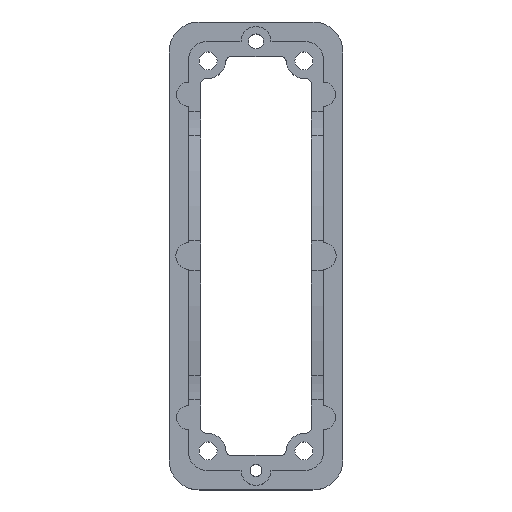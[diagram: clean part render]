
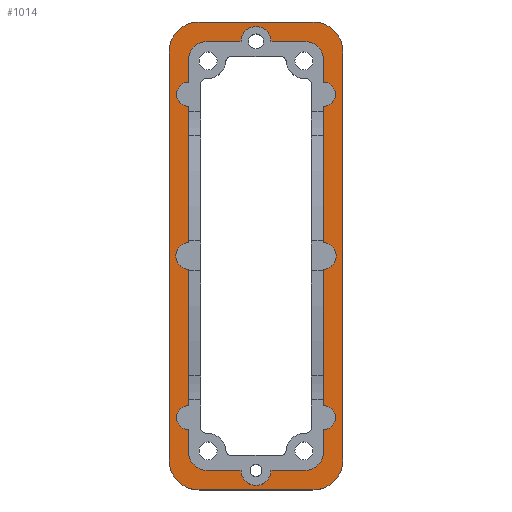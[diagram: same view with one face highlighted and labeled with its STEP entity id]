
A CAD part, top view. The second image highlights one B-rep face of the part: STEP entity #1014.
In plain terms, the highlighted planar face has unit normal (0, 0, 1).
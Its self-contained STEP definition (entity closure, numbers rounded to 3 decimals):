
#491=AXIS2_PLACEMENT_3D('Circle Axis2P3D',#489,#490,$) ;
#534=AXIS2_PLACEMENT_3D('Circle Axis2P3D',#532,#533,$) ;
#582=AXIS2_PLACEMENT_3D('Circle Axis2P3D',#580,#581,$) ;
#625=AXIS2_PLACEMENT_3D('Circle Axis2P3D',#623,#624,$) ;
#673=AXIS2_PLACEMENT_3D('Circle Axis2P3D',#671,#672,$) ;
#831=AXIS2_PLACEMENT_3D('Plane Axis2P3D',#828,#829,#830) ;
#844=AXIS2_PLACEMENT_3D('Circle Axis2P3D',#842,#843,$) ;
#858=AXIS2_PLACEMENT_3D('Circle Axis2P3D',#856,#857,$) ;
#872=AXIS2_PLACEMENT_3D('Circle Axis2P3D',#870,#871,$) ;
#886=AXIS2_PLACEMENT_3D('Circle Axis2P3D',#884,#885,$) ;
#901=AXIS2_PLACEMENT_3D('Circle Axis2P3D',#899,#900,$) ;
#908=AXIS2_PLACEMENT_3D('Circle Axis2P3D',#906,#907,$) ;
#922=AXIS2_PLACEMENT_3D('Circle Axis2P3D',#920,#921,$) ;
#936=AXIS2_PLACEMENT_3D('Circle Axis2P3D',#934,#935,$) ;
#950=AXIS2_PLACEMENT_3D('Circle Axis2P3D',#948,#949,$) ;
#964=AXIS2_PLACEMENT_3D('Circle Axis2P3D',#962,#963,$) ;
#978=AXIS2_PLACEMENT_3D('Circle Axis2P3D',#976,#977,$) ;
#445=CARTESIAN_POINT('Vertex',(51.5,82.49,4.3)) ;
#450=CARTESIAN_POINT('Line Origine',(51.5,105.195,4.3)) ;
#454=CARTESIAN_POINT('Vertex',(51.5,127.9,4.3)) ;
#489=CARTESIAN_POINT('Axis2P3D Location',(51.5,131.9,4.3)) ;
#493=CARTESIAN_POINT('Vertex',(51.5,135.9,4.3)) ;
#508=CARTESIAN_POINT('Line Origine',(51.5,139.6,4.3)) ;
#512=CARTESIAN_POINT('Vertex',(51.5,143.3,4.3)) ;
#532=CARTESIAN_POINT('Axis2P3D Location',(45.3,143.3,4.3)) ;
#536=CARTESIAN_POINT('Vertex',(45.3,149.5,4.3)) ;
#556=CARTESIAN_POINT('Line Origine',(39.65,149.5,4.3)) ;
#560=CARTESIAN_POINT('Vertex',(34.,149.5,4.3)) ;
#580=CARTESIAN_POINT('Axis2P3D Location',(29.,149.5,4.3)) ;
#584=CARTESIAN_POINT('Vertex',(24.,149.5,4.3)) ;
#599=CARTESIAN_POINT('Line Origine',(18.35,149.5,4.3)) ;
#603=CARTESIAN_POINT('Vertex',(12.7,149.5,4.3)) ;
#623=CARTESIAN_POINT('Axis2P3D Location',(12.7,143.3,4.3)) ;
#627=CARTESIAN_POINT('Vertex',(6.5,143.3,4.3)) ;
#647=CARTESIAN_POINT('Line Origine',(6.5,139.6,4.3)) ;
#651=CARTESIAN_POINT('Vertex',(6.5,135.9,4.3)) ;
#671=CARTESIAN_POINT('Axis2P3D Location',(6.5,131.9,4.3)) ;
#675=CARTESIAN_POINT('Vertex',(6.5,127.9,4.3)) ;
#711=CARTESIAN_POINT('Line Origine',(6.5,105.195,4.3)) ;
#715=CARTESIAN_POINT('Vertex',(6.5,82.49,4.3)) ;
#828=CARTESIAN_POINT('Axis2P3D Location',(29.,78.,4.3)) ;
#833=CARTESIAN_POINT('Line Origine',(58.,78.,4.3)) ;
#837=CARTESIAN_POINT('Vertex',(58.,10.,4.3)) ;
#839=CARTESIAN_POINT('Vertex',(58.,146.,4.3)) ;
#842=CARTESIAN_POINT('Axis2P3D Location',(48.,146.,4.3)) ;
#846=CARTESIAN_POINT('Vertex',(48.,156.,4.3)) ;
#849=CARTESIAN_POINT('Line Origine',(29.,156.,4.3)) ;
#853=CARTESIAN_POINT('Vertex',(10.,156.,4.3)) ;
#856=CARTESIAN_POINT('Axis2P3D Location',(10.,146.,4.3)) ;
#860=CARTESIAN_POINT('Vertex',(0.,146.,4.3)) ;
#863=CARTESIAN_POINT('Line Origine',(0.,78.,4.3)) ;
#867=CARTESIAN_POINT('Vertex',(0.,10.,4.3)) ;
#870=CARTESIAN_POINT('Axis2P3D Location',(10.,10.,4.3)) ;
#874=CARTESIAN_POINT('Vertex',(10.,0.,4.3)) ;
#877=CARTESIAN_POINT('Line Origine',(29.,0.,4.3)) ;
#881=CARTESIAN_POINT('Vertex',(48.,0.,4.3)) ;
#884=CARTESIAN_POINT('Axis2P3D Location',(48.,10.,4.3)) ;
#899=CARTESIAN_POINT('Axis2P3D Location',(6.8,78.,4.3)) ;
#903=CARTESIAN_POINT('Vertex',(6.5,73.51,4.3)) ;
#906=CARTESIAN_POINT('Axis2P3D Location',(51.2,78.,4.3)) ;
#910=CARTESIAN_POINT('Vertex',(51.5,73.51,4.3)) ;
#913=CARTESIAN_POINT('Line Origine',(51.5,50.805,4.3)) ;
#917=CARTESIAN_POINT('Vertex',(51.5,28.1,4.3)) ;
#920=CARTESIAN_POINT('Axis2P3D Location',(51.5,24.1,4.3)) ;
#924=CARTESIAN_POINT('Vertex',(51.5,20.1,4.3)) ;
#927=CARTESIAN_POINT('Line Origine',(51.5,16.4,4.3)) ;
#931=CARTESIAN_POINT('Vertex',(51.5,12.7,4.3)) ;
#934=CARTESIAN_POINT('Axis2P3D Location',(45.3,12.7,4.3)) ;
#938=CARTESIAN_POINT('Vertex',(45.3,6.5,4.3)) ;
#941=CARTESIAN_POINT('Line Origine',(39.65,6.5,4.3)) ;
#945=CARTESIAN_POINT('Vertex',(34.,6.5,4.3)) ;
#948=CARTESIAN_POINT('Axis2P3D Location',(29.,6.5,4.3)) ;
#952=CARTESIAN_POINT('Vertex',(24.,6.5,4.3)) ;
#955=CARTESIAN_POINT('Line Origine',(18.35,6.5,4.3)) ;
#959=CARTESIAN_POINT('Vertex',(12.7,6.5,4.3)) ;
#962=CARTESIAN_POINT('Axis2P3D Location',(12.7,12.7,4.3)) ;
#966=CARTESIAN_POINT('Vertex',(6.5,12.7,4.3)) ;
#969=CARTESIAN_POINT('Line Origine',(6.5,16.4,4.3)) ;
#973=CARTESIAN_POINT('Vertex',(6.5,20.1,4.3)) ;
#976=CARTESIAN_POINT('Axis2P3D Location',(6.5,24.1,4.3)) ;
#980=CARTESIAN_POINT('Vertex',(6.5,28.1,4.3)) ;
#983=CARTESIAN_POINT('Line Origine',(6.5,50.805,4.3)) ;
#451=DIRECTION('Vector Direction',(0.,-1.,0.)) ;
#490=DIRECTION('Axis2P3D Direction',(-0.,0.,1.)) ;
#509=DIRECTION('Vector Direction',(0.,-1.,0.)) ;
#533=DIRECTION('Axis2P3D Direction',(-0.,0.,1.)) ;
#557=DIRECTION('Vector Direction',(1.,0.,0.)) ;
#581=DIRECTION('Axis2P3D Direction',(-0.,0.,1.)) ;
#600=DIRECTION('Vector Direction',(1.,0.,0.)) ;
#624=DIRECTION('Axis2P3D Direction',(-0.,0.,1.)) ;
#648=DIRECTION('Vector Direction',(0.,-1.,0.)) ;
#672=DIRECTION('Axis2P3D Direction',(-0.,0.,1.)) ;
#712=DIRECTION('Vector Direction',(0.,-1.,0.)) ;
#829=DIRECTION('Axis2P3D Direction',(-0.,0.,1.)) ;
#830=DIRECTION('Axis2P3D XDirection',(0.,-1.,0.)) ;
#834=DIRECTION('Vector Direction',(0.,-1.,0.)) ;
#843=DIRECTION('Axis2P3D Direction',(-0.,0.,1.)) ;
#850=DIRECTION('Vector Direction',(-1.,0.,0.)) ;
#857=DIRECTION('Axis2P3D Direction',(-0.,0.,1.)) ;
#864=DIRECTION('Vector Direction',(0.,1.,0.)) ;
#871=DIRECTION('Axis2P3D Direction',(-0.,0.,1.)) ;
#878=DIRECTION('Vector Direction',(1.,0.,0.)) ;
#885=DIRECTION('Axis2P3D Direction',(-0.,0.,1.)) ;
#900=DIRECTION('Axis2P3D Direction',(-0.,0.,1.)) ;
#907=DIRECTION('Axis2P3D Direction',(-0.,0.,1.)) ;
#914=DIRECTION('Vector Direction',(0.,-1.,0.)) ;
#921=DIRECTION('Axis2P3D Direction',(-0.,0.,1.)) ;
#928=DIRECTION('Vector Direction',(0.,-1.,0.)) ;
#935=DIRECTION('Axis2P3D Direction',(-0.,0.,1.)) ;
#942=DIRECTION('Vector Direction',(1.,0.,0.)) ;
#949=DIRECTION('Axis2P3D Direction',(-0.,0.,1.)) ;
#956=DIRECTION('Vector Direction',(1.,0.,0.)) ;
#963=DIRECTION('Axis2P3D Direction',(-0.,0.,1.)) ;
#970=DIRECTION('Vector Direction',(0.,-1.,0.)) ;
#977=DIRECTION('Axis2P3D Direction',(-0.,0.,1.)) ;
#984=DIRECTION('Vector Direction',(0.,-1.,0.)) ;
#452=VECTOR('Line Direction',#451,1.) ;
#510=VECTOR('Line Direction',#509,1.) ;
#558=VECTOR('Line Direction',#557,1.) ;
#601=VECTOR('Line Direction',#600,1.) ;
#649=VECTOR('Line Direction',#648,1.) ;
#713=VECTOR('Line Direction',#712,1.) ;
#835=VECTOR('Line Direction',#834,1.) ;
#851=VECTOR('Line Direction',#850,1.) ;
#865=VECTOR('Line Direction',#864,1.) ;
#879=VECTOR('Line Direction',#878,1.) ;
#915=VECTOR('Line Direction',#914,1.) ;
#929=VECTOR('Line Direction',#928,1.) ;
#943=VECTOR('Line Direction',#942,1.) ;
#957=VECTOR('Line Direction',#956,1.) ;
#971=VECTOR('Line Direction',#970,1.) ;
#985=VECTOR('Line Direction',#984,1.) ;
#890=ORIENTED_EDGE('',*,*,#841,.T.) ;
#891=ORIENTED_EDGE('',*,*,#848,.F.) ;
#892=ORIENTED_EDGE('',*,*,#855,.T.) ;
#893=ORIENTED_EDGE('',*,*,#862,.F.) ;
#894=ORIENTED_EDGE('',*,*,#869,.T.) ;
#895=ORIENTED_EDGE('',*,*,#876,.F.) ;
#896=ORIENTED_EDGE('',*,*,#883,.T.) ;
#897=ORIENTED_EDGE('',*,*,#888,.F.) ;
#989=ORIENTED_EDGE('',*,*,#905,.F.) ;
#990=ORIENTED_EDGE('',*,*,#717,.F.) ;
#991=ORIENTED_EDGE('',*,*,#677,.F.) ;
#992=ORIENTED_EDGE('',*,*,#653,.F.) ;
#993=ORIENTED_EDGE('',*,*,#629,.F.) ;
#994=ORIENTED_EDGE('',*,*,#605,.F.) ;
#995=ORIENTED_EDGE('',*,*,#586,.F.) ;
#996=ORIENTED_EDGE('',*,*,#562,.F.) ;
#997=ORIENTED_EDGE('',*,*,#538,.F.) ;
#998=ORIENTED_EDGE('',*,*,#514,.F.) ;
#999=ORIENTED_EDGE('',*,*,#495,.F.) ;
#1000=ORIENTED_EDGE('',*,*,#456,.F.) ;
#1001=ORIENTED_EDGE('',*,*,#912,.F.) ;
#1002=ORIENTED_EDGE('',*,*,#919,.F.) ;
#1003=ORIENTED_EDGE('',*,*,#926,.F.) ;
#1004=ORIENTED_EDGE('',*,*,#933,.F.) ;
#1005=ORIENTED_EDGE('',*,*,#940,.F.) ;
#1006=ORIENTED_EDGE('',*,*,#947,.F.) ;
#1007=ORIENTED_EDGE('',*,*,#954,.F.) ;
#1008=ORIENTED_EDGE('',*,*,#961,.F.) ;
#1009=ORIENTED_EDGE('',*,*,#968,.F.) ;
#1010=ORIENTED_EDGE('',*,*,#975,.F.) ;
#1011=ORIENTED_EDGE('',*,*,#982,.F.) ;
#1012=ORIENTED_EDGE('',*,*,#987,.F.) ;
#1013=FACE_BOUND('',#988,.T.) ;
#1014=ADVANCED_FACE('Hauptk\X2\00F6\X0\rper',(#898,#1013),#832,.T.) ;
#492=CIRCLE('generated circle',#491,4.) ;
#535=CIRCLE('generated circle',#534,6.2) ;
#583=CIRCLE('generated circle',#582,5.) ;
#626=CIRCLE('generated circle',#625,6.2) ;
#674=CIRCLE('generated circle',#673,4.) ;
#845=CIRCLE('generated circle',#844,10.) ;
#859=CIRCLE('generated circle',#858,10.) ;
#873=CIRCLE('generated circle',#872,10.) ;
#887=CIRCLE('generated circle',#886,10.) ;
#902=CIRCLE('generated circle',#901,4.5) ;
#909=CIRCLE('generated circle',#908,4.5) ;
#923=CIRCLE('generated circle',#922,4.) ;
#937=CIRCLE('generated circle',#936,6.2) ;
#951=CIRCLE('generated circle',#950,5.) ;
#965=CIRCLE('generated circle',#964,6.2) ;
#979=CIRCLE('generated circle',#978,4.) ;
#456=EDGE_CURVE('',#446,#455,#453,.F.) ;
#495=EDGE_CURVE('',#455,#494,#492,.T.) ;
#514=EDGE_CURVE('',#494,#513,#511,.F.) ;
#538=EDGE_CURVE('',#513,#537,#535,.T.) ;
#562=EDGE_CURVE('',#537,#561,#559,.F.) ;
#586=EDGE_CURVE('',#561,#585,#583,.T.) ;
#605=EDGE_CURVE('',#585,#604,#602,.F.) ;
#629=EDGE_CURVE('',#604,#628,#626,.T.) ;
#653=EDGE_CURVE('',#628,#652,#650,.T.) ;
#677=EDGE_CURVE('',#652,#676,#674,.T.) ;
#717=EDGE_CURVE('',#676,#716,#714,.T.) ;
#841=EDGE_CURVE('',#838,#840,#836,.F.) ;
#848=EDGE_CURVE('',#847,#840,#845,.F.) ;
#855=EDGE_CURVE('',#847,#854,#852,.T.) ;
#862=EDGE_CURVE('',#861,#854,#859,.F.) ;
#869=EDGE_CURVE('',#861,#868,#866,.F.) ;
#876=EDGE_CURVE('',#875,#868,#873,.F.) ;
#883=EDGE_CURVE('',#875,#882,#880,.T.) ;
#888=EDGE_CURVE('',#838,#882,#887,.F.) ;
#905=EDGE_CURVE('',#716,#904,#902,.T.) ;
#912=EDGE_CURVE('',#911,#446,#909,.T.) ;
#919=EDGE_CURVE('',#918,#911,#916,.F.) ;
#926=EDGE_CURVE('',#925,#918,#923,.T.) ;
#933=EDGE_CURVE('',#932,#925,#930,.F.) ;
#940=EDGE_CURVE('',#939,#932,#937,.T.) ;
#947=EDGE_CURVE('',#946,#939,#944,.T.) ;
#954=EDGE_CURVE('',#953,#946,#951,.T.) ;
#961=EDGE_CURVE('',#960,#953,#958,.T.) ;
#968=EDGE_CURVE('',#967,#960,#965,.T.) ;
#975=EDGE_CURVE('',#974,#967,#972,.T.) ;
#982=EDGE_CURVE('',#981,#974,#979,.T.) ;
#987=EDGE_CURVE('',#904,#981,#986,.T.) ;
#889=EDGE_LOOP('',(#890,#891,#892,#893,#894,#895,#896,#897)) ;
#988=EDGE_LOOP('',(#989,#990,#991,#992,#993,#994,#995,#996,#997,#998,#999,#1000,#1001,#1002,#1003,#1004,#1005,#1006,#1007,#1008,#1009,#1010,#1011,#1012)) ;
#898=FACE_OUTER_BOUND('',#889,.T.) ;
#453=LINE('Line',#450,#452) ;
#511=LINE('Line',#508,#510) ;
#559=LINE('Line',#556,#558) ;
#602=LINE('Line',#599,#601) ;
#650=LINE('Line',#647,#649) ;
#714=LINE('Line',#711,#713) ;
#836=LINE('Line',#833,#835) ;
#852=LINE('Line',#849,#851) ;
#866=LINE('Line',#863,#865) ;
#880=LINE('Line',#877,#879) ;
#916=LINE('Line',#913,#915) ;
#930=LINE('Line',#927,#929) ;
#944=LINE('Line',#941,#943) ;
#958=LINE('Line',#955,#957) ;
#972=LINE('Line',#969,#971) ;
#986=LINE('Line',#983,#985) ;
#832=PLANE('',#831) ;
#446=VERTEX_POINT('',#445) ;
#455=VERTEX_POINT('',#454) ;
#494=VERTEX_POINT('',#493) ;
#513=VERTEX_POINT('',#512) ;
#537=VERTEX_POINT('',#536) ;
#561=VERTEX_POINT('',#560) ;
#585=VERTEX_POINT('',#584) ;
#604=VERTEX_POINT('',#603) ;
#628=VERTEX_POINT('',#627) ;
#652=VERTEX_POINT('',#651) ;
#676=VERTEX_POINT('',#675) ;
#716=VERTEX_POINT('',#715) ;
#838=VERTEX_POINT('',#837) ;
#840=VERTEX_POINT('',#839) ;
#847=VERTEX_POINT('',#846) ;
#854=VERTEX_POINT('',#853) ;
#861=VERTEX_POINT('',#860) ;
#868=VERTEX_POINT('',#867) ;
#875=VERTEX_POINT('',#874) ;
#882=VERTEX_POINT('',#881) ;
#904=VERTEX_POINT('',#903) ;
#911=VERTEX_POINT('',#910) ;
#918=VERTEX_POINT('',#917) ;
#925=VERTEX_POINT('',#924) ;
#932=VERTEX_POINT('',#931) ;
#939=VERTEX_POINT('',#938) ;
#946=VERTEX_POINT('',#945) ;
#953=VERTEX_POINT('',#952) ;
#960=VERTEX_POINT('',#959) ;
#967=VERTEX_POINT('',#966) ;
#974=VERTEX_POINT('',#973) ;
#981=VERTEX_POINT('',#980) ;
